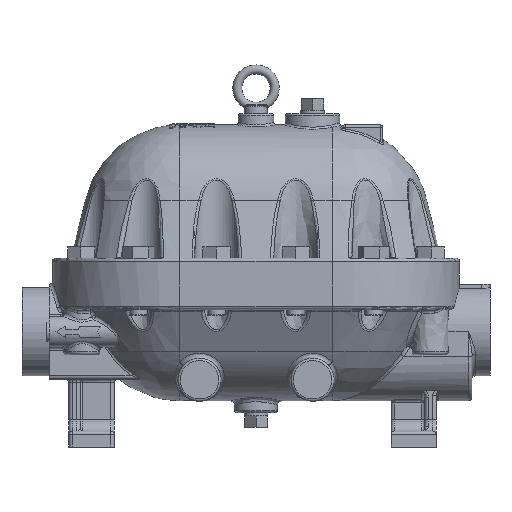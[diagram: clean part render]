
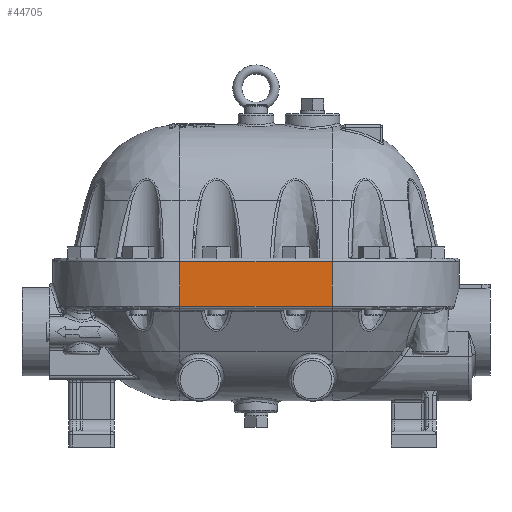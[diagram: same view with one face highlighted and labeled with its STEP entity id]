
A CAD part, left-side view. The second image highlights one B-rep face of the part: STEP entity #44705.
In plain terms, the highlighted planar face has unit normal (-1, 0, 0).
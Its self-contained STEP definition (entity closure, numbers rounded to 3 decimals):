
#16532=CARTESIAN_POINT('',(-112.5,-67.5,20.0));
#16533=VERTEX_POINT('',#16532);
#16541=CARTESIAN_POINT('',(-112.5,-67.5,-19.5));
#16542=VERTEX_POINT('',#16541);
#16543=CARTESIAN_POINT('',(-112.5,-67.5,-19.5));
#16544=DIRECTION('',(0.0,0.0,1.0));
#16545=VECTOR('',#16544,39.5);
#16546=LINE('',#16543,#16545);
#16547=EDGE_CURVE('',#16542,#16533,#16546,.T.);
#44188=CARTESIAN_POINT('',(-112.5,67.5,-19.5));
#44189=VERTEX_POINT('',#44188);
#44417=CARTESIAN_POINT('',(-112.5,67.5,20.0));
#44418=VERTEX_POINT('',#44417);
#44543=CARTESIAN_POINT('',(-112.5,67.5,20.0));
#44544=DIRECTION('',(0.0,-1.0,0.0));
#44545=VECTOR('',#44544,135.0);
#44546=LINE('',#44543,#44545);
#44547=EDGE_CURVE('',#44418,#16533,#44546,.T.);
#44684=CARTESIAN_POINT('',(-112.5,-67.5,0.0));
#44685=DIRECTION('',(-1.0,0.0,0.0));
#44686=DIRECTION('',(0.0,0.0,1.0));
#44687=AXIS2_PLACEMENT_3D('',#44684,#44685,#44686);
#44688=PLANE('',#44687);
#44689=ORIENTED_EDGE('',*,*,#44547,.F.);
#44690=CARTESIAN_POINT('',(-112.5,67.5,20.0));
#44691=DIRECTION('',(0.0,0.0,-1.0));
#44692=VECTOR('',#44691,39.5);
#44693=LINE('',#44690,#44692);
#44694=EDGE_CURVE('',#44418,#44189,#44693,.T.);
#44695=ORIENTED_EDGE('',*,*,#44694,.T.);
#44696=CARTESIAN_POINT('',(-112.5,-67.5,-19.5));
#44697=DIRECTION('',(0.0,1.0,0.0));
#44698=VECTOR('',#44697,135.0);
#44699=LINE('',#44696,#44698);
#44700=EDGE_CURVE('',#16542,#44189,#44699,.T.);
#44701=ORIENTED_EDGE('',*,*,#44700,.F.);
#44702=ORIENTED_EDGE('',*,*,#16547,.T.);
#44703=EDGE_LOOP('',(#44689,#44695,#44701,#44702));
#44704=FACE_OUTER_BOUND('',#44703,.T.);
#44705=ADVANCED_FACE('',(#44704),#44688,.T.);
